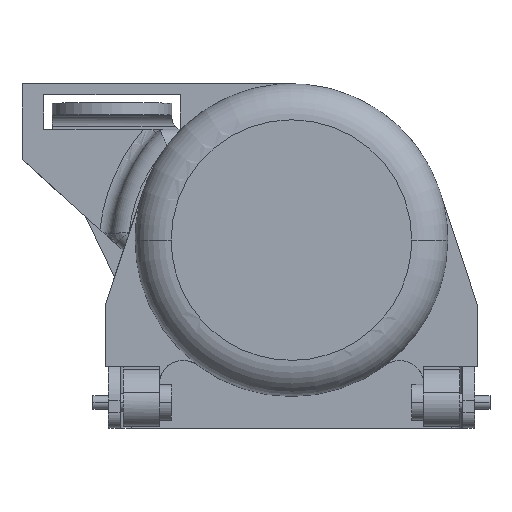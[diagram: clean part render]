
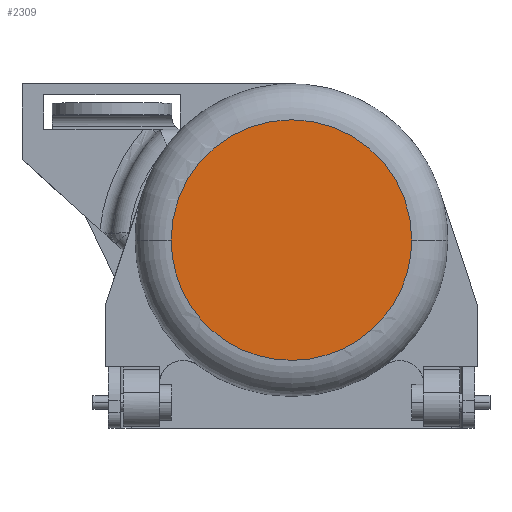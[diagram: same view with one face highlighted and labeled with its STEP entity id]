
A CAD part, top view. The second image highlights one B-rep face of the part: STEP entity #2309.
In plain terms, the highlighted planar face has unit normal (0, 0, 1).
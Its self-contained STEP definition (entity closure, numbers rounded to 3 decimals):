
#2265=CARTESIAN_POINT('Axis2P3D Location',(0.,0.,14.288)) ;
#2270=CARTESIAN_POINT('Axis2P3D Location',(0.,0.,14.288)) ;
#2274=CARTESIAN_POINT('Vertex',(-15.875,0.,14.288)) ;
#2276=CARTESIAN_POINT('Vertex',(15.875,0.,14.288)) ;
#2280=CARTESIAN_POINT('Control Point',(-15.875,0.,14.288)) ;
#2281=CARTESIAN_POINT('Control Point',(-15.875,-1.562,14.288)) ;
#2282=CARTESIAN_POINT('Control Point',(-15.683,-3.123,14.288)) ;
#2283=CARTESIAN_POINT('Control Point',(-15.299,-4.653,14.288)) ;
#2284=CARTESIAN_POINT('Control Point',(-14.163,-7.587,14.288)) ;
#2285=CARTESIAN_POINT('Control Point',(-12.349,-10.159,14.288)) ;
#2286=CARTESIAN_POINT('Control Point',(-11.288,-11.326,14.288)) ;
#2287=CARTESIAN_POINT('Control Point',(-8.901,-13.376,14.288)) ;
#2288=CARTESIAN_POINT('Control Point',(-6.088,-14.787,14.288)) ;
#2289=CARTESIAN_POINT('Control Point',(-4.602,-15.315,14.288)) ;
#2290=CARTESIAN_POINT('Control Point',(-1.529,-15.994,14.288)) ;
#2291=CARTESIAN_POINT('Control Point',(1.616,-15.909,14.288)) ;
#2292=CARTESIAN_POINT('Control Point',(3.176,-15.672,14.288)) ;
#2293=CARTESIAN_POINT('Control Point',(6.205,-14.821,14.288)) ;
#2294=CARTESIAN_POINT('Control Point',(8.937,-13.26,14.288)) ;
#2295=CARTESIAN_POINT('Control Point',(10.2,-12.315,14.288)) ;
#2296=CARTESIAN_POINT('Control Point',(12.468,-10.134,14.288)) ;
#2297=CARTESIAN_POINT('Control Point',(14.14,-7.468,14.288)) ;
#2298=CARTESIAN_POINT('Control Point',(14.807,-6.038,14.288)) ;
#2299=CARTESIAN_POINT('Control Point',(15.479,-3.961,14.288)) ;
#2300=CARTESIAN_POINT('Control Point',(15.788,-1.814,14.288)) ;
#2301=CARTESIAN_POINT('Control Point',(15.846,-1.211,14.288)) ;
#2302=CARTESIAN_POINT('Control Point',(15.875,-0.605,14.288)) ;
#2303=CARTESIAN_POINT('Control Point',(15.875,0.,14.288)) ;
#2266=DIRECTION('Axis2P3D Direction',(0.,0.,-1.)) ;
#2267=DIRECTION('Axis2P3D XDirection',(-1.,0.,0.)) ;
#2271=DIRECTION('Axis2P3D Direction',(0.,0.,-1.)) ;
#2268=AXIS2_PLACEMENT_3D('Plane Axis2P3D',#2265,#2266,#2267) ;
#2272=AXIS2_PLACEMENT_3D('Circle Axis2P3D',#2270,#2271,$) ;
#2306=ORIENTED_EDGE('',*,*,#2278,.F.) ;
#2307=ORIENTED_EDGE('',*,*,#2304,.T.) ;
#2309=ADVANCED_FACE('9001K6',(#2308),#2269,.F.) ;
#2279=B_SPLINE_CURVE_WITH_KNOTS('',5,(#2280,#2281,#2282,#2283,#2284,#2285,#2286,#2287,#2288,#2289,#2290,#2291,#2292,#2293,#2294,#2295,#2296,#2297,#2298,#2299,#2300,#2301,#2302,#2303),.UNSPECIFIED.,.F.,.U.,(6,3,3,3,3,3,3,6),(0.,11.042,22.083,33.125,44.166,55.208,66.25,70.53),.UNSPECIFIED.) ;
#2273=CIRCLE('generated circle',#2272,15.875) ;
#2278=EDGE_CURVE('',#2275,#2277,#2273,.T.) ;
#2304=EDGE_CURVE('',#2275,#2277,#2279,.T.) ;
#2305=EDGE_LOOP('',(#2306,#2307)) ;
#2308=FACE_OUTER_BOUND('',#2305,.T.) ;
#2269=PLANE('',#2268) ;
#2275=VERTEX_POINT('',#2274) ;
#2277=VERTEX_POINT('',#2276) ;
